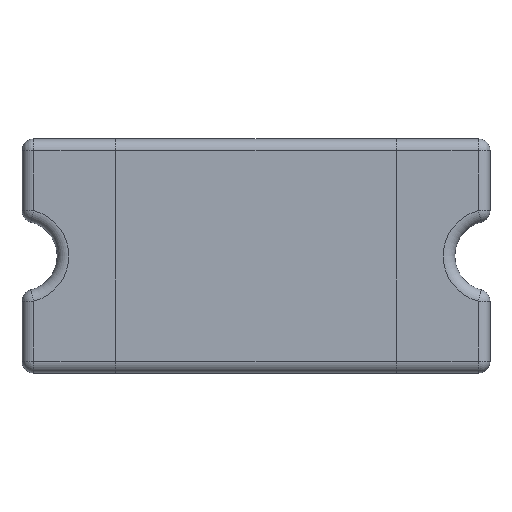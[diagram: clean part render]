
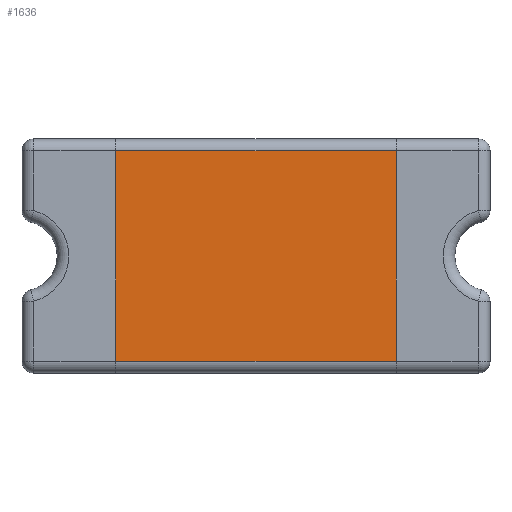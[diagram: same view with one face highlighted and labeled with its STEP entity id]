
A CAD part, top view. The second image highlights one B-rep face of the part: STEP entity #1636.
In plain terms, the highlighted planar face has unit normal (0, 0, 1).
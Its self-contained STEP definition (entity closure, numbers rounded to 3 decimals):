
#234 = PLANE('',#235);
#235 = AXIS2_PLACEMENT_3D('',#236,#237,#238);
#236 = CARTESIAN_POINT('',(-0.48,0.4,0.267));
#237 = DIRECTION('',(-1.,0.,0.));
#238 = DIRECTION('',(0.,-1.,0.));
#262 = CYLINDRICAL_SURFACE('',#263,0.04);
#263 = AXIS2_PLACEMENT_3D('',#264,#265,#266);
#264 = CARTESIAN_POINT('',(-0.48,0.36,0.227));
#265 = DIRECTION('',(1.,0.,0.));
#266 = DIRECTION('',(0.,1.,0.));
#290 = PLANE('',#291);
#291 = AXIS2_PLACEMENT_3D('',#292,#293,#294);
#292 = CARTESIAN_POINT('',(0.48,-0.4,0.267));
#293 = DIRECTION('',(1.,0.,0.));
#294 = DIRECTION('',(0.,1.,0.));
#1107 = VERTEX_POINT('',#1108);
#1108 = CARTESIAN_POINT('',(0.48,0.36,0.267));
#1130 = EDGE_CURVE('',#1131,#1107,#1133,.T.);
#1131 = VERTEX_POINT('',#1132);
#1132 = CARTESIAN_POINT('',(0.48,-0.36,0.267));
#1133 = SURFACE_CURVE('',#1134,(#1138,#1145),.PCURVE_S1.);
#1134 = LINE('',#1135,#1136);
#1135 = CARTESIAN_POINT('',(0.48,-0.4,0.267));
#1136 = VECTOR('',#1137,1.);
#1137 = DIRECTION('',(0.,1.,0.));
#1138 = PCURVE('',#290,#1139);
#1139 = DEFINITIONAL_REPRESENTATION('',(#1140),#1144);
#1140 = LINE('',#1141,#1142);
#1141 = CARTESIAN_POINT('',(0.,0.));
#1142 = VECTOR('',#1143,1.);
#1143 = DIRECTION('',(1.,0.));
#1144 = ( GEOMETRIC_REPRESENTATION_CONTEXT(2) 
PARAMETRIC_REPRESENTATION_CONTEXT() REPRESENTATION_CONTEXT('2D SPACE',''
  ) );
#1145 = PCURVE('',#1146,#1151);
#1146 = PLANE('',#1147);
#1147 = AXIS2_PLACEMENT_3D('',#1148,#1149,#1150);
#1148 = CARTESIAN_POINT('',(0.,0.,
    0.267));
#1149 = DIRECTION('',(0.,0.,1.));
#1150 = DIRECTION('',(1.,0.,0.));
#1151 = DEFINITIONAL_REPRESENTATION('',(#1152),#1156);
#1152 = LINE('',#1153,#1154);
#1153 = CARTESIAN_POINT('',(0.48,-0.4));
#1154 = VECTOR('',#1155,1.);
#1155 = DIRECTION('',(0.,1.));
#1156 = ( GEOMETRIC_REPRESENTATION_CONTEXT(2) 
PARAMETRIC_REPRESENTATION_CONTEXT() REPRESENTATION_CONTEXT('2D SPACE',''
  ) );
#1173 = CYLINDRICAL_SURFACE('',#1174,0.04);
#1174 = AXIS2_PLACEMENT_3D('',#1175,#1176,#1177);
#1175 = CARTESIAN_POINT('',(0.48,-0.36,0.227));
#1176 = DIRECTION('',(-1.,0.,0.));
#1177 = DIRECTION('',(0.,0.,1.));
#1285 = VERTEX_POINT('',#1286);
#1286 = CARTESIAN_POINT('',(-0.48,0.36,0.267));
#1312 = EDGE_CURVE('',#1285,#1107,#1313,.T.);
#1313 = SURFACE_CURVE('',#1314,(#1318,#1325),.PCURVE_S1.);
#1314 = LINE('',#1315,#1316);
#1315 = CARTESIAN_POINT('',(-0.48,0.36,0.267));
#1316 = VECTOR('',#1317,1.);
#1317 = DIRECTION('',(1.,0.,0.));
#1318 = PCURVE('',#262,#1319);
#1319 = DEFINITIONAL_REPRESENTATION('',(#1320),#1324);
#1320 = LINE('',#1321,#1322);
#1321 = CARTESIAN_POINT('',(1.571,0.));
#1322 = VECTOR('',#1323,1.);
#1323 = DIRECTION('',(0.,1.));
#1324 = ( GEOMETRIC_REPRESENTATION_CONTEXT(2) 
PARAMETRIC_REPRESENTATION_CONTEXT() REPRESENTATION_CONTEXT('2D SPACE',''
  ) );
#1325 = PCURVE('',#1146,#1326);
#1326 = DEFINITIONAL_REPRESENTATION('',(#1327),#1331);
#1327 = LINE('',#1328,#1329);
#1328 = CARTESIAN_POINT('',(-0.48,0.36));
#1329 = VECTOR('',#1330,1.);
#1330 = DIRECTION('',(1.,0.));
#1331 = ( GEOMETRIC_REPRESENTATION_CONTEXT(2) 
PARAMETRIC_REPRESENTATION_CONTEXT() REPRESENTATION_CONTEXT('2D SPACE',''
  ) );
#1364 = VERTEX_POINT('',#1365);
#1365 = CARTESIAN_POINT('',(-0.48,-0.36,0.267));
#1391 = EDGE_CURVE('',#1285,#1364,#1392,.T.);
#1392 = SURFACE_CURVE('',#1393,(#1397,#1404),.PCURVE_S1.);
#1393 = LINE('',#1394,#1395);
#1394 = CARTESIAN_POINT('',(-0.48,0.4,0.267));
#1395 = VECTOR('',#1396,1.);
#1396 = DIRECTION('',(0.,-1.,0.));
#1397 = PCURVE('',#234,#1398);
#1398 = DEFINITIONAL_REPRESENTATION('',(#1399),#1403);
#1399 = LINE('',#1400,#1401);
#1400 = CARTESIAN_POINT('',(0.,0.));
#1401 = VECTOR('',#1402,1.);
#1402 = DIRECTION('',(1.,0.));
#1403 = ( GEOMETRIC_REPRESENTATION_CONTEXT(2) 
PARAMETRIC_REPRESENTATION_CONTEXT() REPRESENTATION_CONTEXT('2D SPACE',''
  ) );
#1404 = PCURVE('',#1146,#1405);
#1405 = DEFINITIONAL_REPRESENTATION('',(#1406),#1410);
#1406 = LINE('',#1407,#1408);
#1407 = CARTESIAN_POINT('',(-0.48,0.4));
#1408 = VECTOR('',#1409,1.);
#1409 = DIRECTION('',(0.,-1.));
#1410 = ( GEOMETRIC_REPRESENTATION_CONTEXT(2) 
PARAMETRIC_REPRESENTATION_CONTEXT() REPRESENTATION_CONTEXT('2D SPACE',''
  ) );
#1616 = EDGE_CURVE('',#1131,#1364,#1617,.T.);
#1617 = SURFACE_CURVE('',#1618,(#1622,#1629),.PCURVE_S1.);
#1618 = LINE('',#1619,#1620);
#1619 = CARTESIAN_POINT('',(0.48,-0.36,0.267));
#1620 = VECTOR('',#1621,1.);
#1621 = DIRECTION('',(-1.,0.,0.));
#1622 = PCURVE('',#1173,#1623);
#1623 = DEFINITIONAL_REPRESENTATION('',(#1624),#1628);
#1624 = LINE('',#1625,#1626);
#1625 = CARTESIAN_POINT('',(-0.,0.));
#1626 = VECTOR('',#1627,1.);
#1627 = DIRECTION('',(-0.,1.));
#1628 = ( GEOMETRIC_REPRESENTATION_CONTEXT(2) 
PARAMETRIC_REPRESENTATION_CONTEXT() REPRESENTATION_CONTEXT('2D SPACE',''
  ) );
#1629 = PCURVE('',#1146,#1630);
#1630 = DEFINITIONAL_REPRESENTATION('',(#1631),#1635);
#1631 = LINE('',#1632,#1633);
#1632 = CARTESIAN_POINT('',(0.48,-0.36));
#1633 = VECTOR('',#1634,1.);
#1634 = DIRECTION('',(-1.,0.));
#1635 = ( GEOMETRIC_REPRESENTATION_CONTEXT(2) 
PARAMETRIC_REPRESENTATION_CONTEXT() REPRESENTATION_CONTEXT('2D SPACE',''
  ) );
#1636 = ADVANCED_FACE('',(#1637),#1146,.T.);
#1637 = FACE_BOUND('',#1638,.T.);
#1638 = EDGE_LOOP('',(#1639,#1640,#1641,#1642));
#1639 = ORIENTED_EDGE('',*,*,#1130,.T.);
#1640 = ORIENTED_EDGE('',*,*,#1312,.F.);
#1641 = ORIENTED_EDGE('',*,*,#1391,.T.);
#1642 = ORIENTED_EDGE('',*,*,#1616,.F.);
